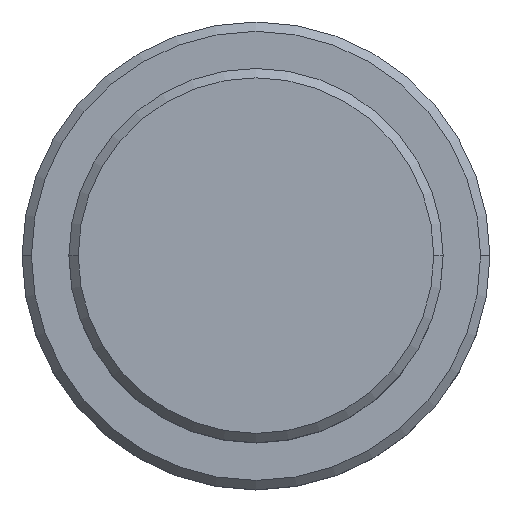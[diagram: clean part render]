
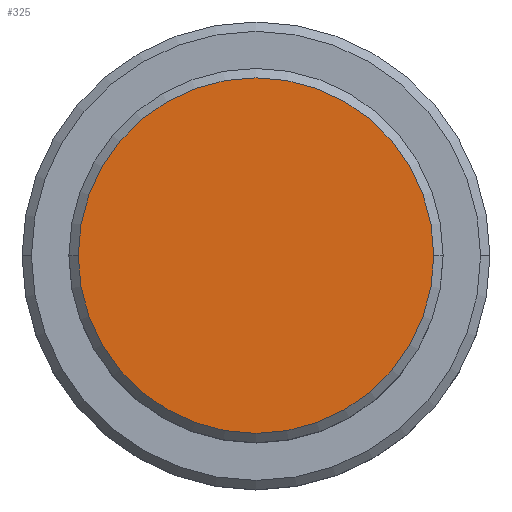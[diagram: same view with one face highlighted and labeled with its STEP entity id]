
A CAD part, top view. The second image highlights one B-rep face of the part: STEP entity #325.
In plain terms, the highlighted planar face has unit normal (0, 0, 1).
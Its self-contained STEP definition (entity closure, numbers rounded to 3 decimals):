
#25 = DIRECTION ( 'NONE',  ( 1., 0., 0. ) ) ;
#37 = VERTEX_POINT ( 'NONE', #614 ) ;
#47 = CIRCLE ( 'NONE', #532, 9.5 ) ;
#74 = CARTESIAN_POINT ( 'NONE',  ( 0., 0., 0. ) ) ;
#137 = CARTESIAN_POINT ( 'NONE',  ( 0., 0., 0. ) ) ;
#153 = AXIS2_PLACEMENT_3D ( 'NONE', #74, #1280, #1399 ) ;
#199 = PLANE ( 'NONE',  #153 ) ;
#218 = DIRECTION ( 'NONE',  ( 1., 0., 0. ) ) ;
#287 = CARTESIAN_POINT ( 'NONE',  ( 0., 0., 0. ) ) ;
#315 = CARTESIAN_POINT ( 'NONE',  ( -9.5, 0., 0. ) ) ;
#325 = ADVANCED_FACE ( 'NONE', ( #973 ), #199, .T. ) ;
#374 = EDGE_CURVE ( 'NONE', #1146, #37, #47, .T. ) ;
#405 = DIRECTION ( 'NONE',  ( 0., 0., 1. ) ) ;
#505 = ORIENTED_EDGE ( 'NONE', *, *, #374, .T. ) ;
#532 = AXIS2_PLACEMENT_3D ( 'NONE', #287, #405, #25 ) ;
#554 = CIRCLE ( 'NONE', #1152, 9.5 ) ;
#585 = DIRECTION ( 'NONE',  ( 0., 0., 1. ) ) ;
#587 = EDGE_CURVE ( 'NONE', #37, #1146, #554, .T. ) ;
#614 = CARTESIAN_POINT ( 'NONE',  ( 9.5, 0., 0. ) ) ;
#821 = EDGE_LOOP ( 'NONE', ( #505, #1020 ) ) ;
#973 = FACE_OUTER_BOUND ( 'NONE', #821, .T. ) ;
#1020 = ORIENTED_EDGE ( 'NONE', *, *, #587, .T. ) ;
#1146 = VERTEX_POINT ( 'NONE', #315 ) ;
#1152 = AXIS2_PLACEMENT_3D ( 'NONE', #137, #585, #218 ) ;
#1280 = DIRECTION ( 'NONE',  ( 0., 0., 1. ) ) ;
#1399 = DIRECTION ( 'NONE',  ( 1., 0., 0. ) ) ;
